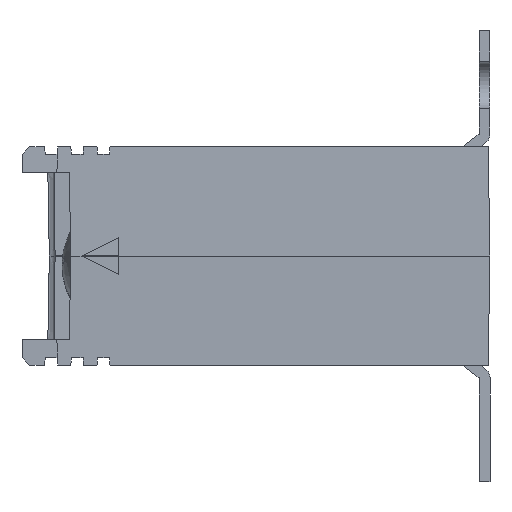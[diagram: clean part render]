
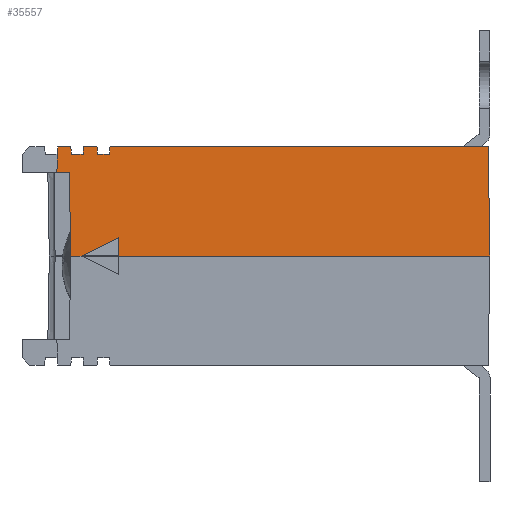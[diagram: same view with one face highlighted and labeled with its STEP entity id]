
A CAD part, left-side view. The second image highlights one B-rep face of the part: STEP entity #35557.
In plain terms, the highlighted planar face has unit normal (-1, 0, 0.018).
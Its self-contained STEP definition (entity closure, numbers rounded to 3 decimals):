
#17131 = CARTESIAN_POINT ( 'NONE',  ( -22., 24.049, 0. ) ) ;
#17139 = CARTESIAN_POINT ( 'NONE',  ( -22., 30.599, 0. ) ) ;
#17295 = LINE ( 'NONE', #17371, #17370 ) ;
#17335 = CARTESIAN_POINT ( 'NONE',  ( -22., 29.049, 0. ) ) ;
#17369 = DIRECTION ( 'NONE',  ( 0., -1., 0. ) ) ;
#17370 = VECTOR ( 'NONE', #17369, 1000. ) ;
#17371 = CARTESIAN_POINT ( 'NONE',  ( -22., 32.7, 0. ) ) ;
#17398 = CARTESIAN_POINT ( 'NONE',  ( -22., -27., 0. ) ) ;
#17472 = DIRECTION ( 'NONE',  ( 0., -1., 0. ) ) ;
#17473 = VECTOR ( 'NONE', #17472, 1000. ) ;
#17474 = CARTESIAN_POINT ( 'NONE',  ( -22., 32.7, 0. ) ) ;
#17476 = LINE ( 'NONE', #17474, #17473 ) ;
#17702 = CARTESIAN_POINT ( 'NONE',  ( -21.748, 32.448, 14.455 ) ) ;
#17703 = LINE ( 'NONE', #17761, #17760 ) ;
#17707 = CARTESIAN_POINT ( 'NONE',  ( -21.956, 24.049, 2.5 ) ) ;
#17719 = CARTESIAN_POINT ( 'NONE',  ( -21.756, 26.913, 14. ) ) ;
#17722 = CARTESIAN_POINT ( 'NONE',  ( -21.738, 27., 15. ) ) ;
#17728 = CARTESIAN_POINT ( 'NONE',  ( -21.799, 30.799, 11.5 ) ) ;
#17744 = DIRECTION ( 'NONE',  ( 0.008, -0.894, 0.447 ) ) ;
#17745 = VECTOR ( 'NONE', #17744, 1000. ) ;
#17749 = CARTESIAN_POINT ( 'NONE',  ( -22., 29.049, 0. ) ) ;
#17750 = LINE ( 'NONE', #17749, #17745 ) ;
#17752 = DIRECTION ( 'NONE',  ( 0., -1., 0. ) ) ;
#17753 = VECTOR ( 'NONE', #17752, 1000. ) ;
#17755 = CARTESIAN_POINT ( 'NONE',  ( -21.756, 32.7, 14. ) ) ;
#17756 = LINE ( 'NONE', #17755, #17753 ) ;
#17757 = CARTESIAN_POINT ( 'NONE',  ( -21.756, 28.887, 14. ) ) ;
#17758 = CARTESIAN_POINT ( 'NONE',  ( -21.738, -26.738, 15. ) ) ;
#17759 = DIRECTION ( 'NONE',  ( 0., -1., 0. ) ) ;
#17760 = VECTOR ( 'NONE', #17759, 1000. ) ;
#17761 = CARTESIAN_POINT ( 'NONE',  ( -21.738, 32.7, 15. ) ) ;
#17762 = CARTESIAN_POINT ( 'NONE',  ( -21.738, 25.2, 15. ) ) ;
#17803 = CARTESIAN_POINT ( 'NONE',  ( -21.756, 25.287, 14. ) ) ;
#17808 = CARTESIAN_POINT ( 'NONE',  ( -21.956, 24.049, 2.5 ) ) ;
#17810 = LINE ( 'NONE', #17808, #17894 ) ;
#17813 = DIRECTION ( 'NONE',  ( 0., -1., 0. ) ) ;
#17815 = VECTOR ( 'NONE', #17813, 1000. ) ;
#17816 = CARTESIAN_POINT ( 'NONE',  ( -21.799, 32.7, 11.5 ) ) ;
#17824 = DIRECTION ( 'NONE',  ( -0.017, -0.017, -1. ) ) ;
#17825 = VECTOR ( 'NONE', #17824, 1000. ) ;
#17828 = CARTESIAN_POINT ( 'NONE',  ( -22., -27., 0. ) ) ;
#17848 = LINE ( 'NONE', #17828, #17825 ) ;
#17850 = LINE ( 'NONE', #17816, #17815 ) ;
#17852 = CARTESIAN_POINT ( 'NONE',  ( -21.799, 32.499, 11.5 ) ) ;
#17881 = LINE ( 'NONE', #17946, #17912 ) ;
#17893 = DIRECTION ( 'NONE',  ( -0.017, 0., -1. ) ) ;
#17894 = VECTOR ( 'NONE', #17893, 1000. ) ;
#17909 = CARTESIAN_POINT ( 'NONE',  ( -21.738, 28.8, 15. ) ) ;
#17911 = DIRECTION ( 'NONE',  ( -0.017, -0.087, -0.996 ) ) ;
#17912 = VECTOR ( 'NONE', #17911, 1000. ) ;
#17915 = PLANE ( 'NONE',  #18000 ) ;
#17938 = CARTESIAN_POINT ( 'NONE',  ( -21.756, 30.513, 14. ) ) ;
#17941 = DIRECTION ( 'NONE',  ( 0.017, -0.087, 0.996 ) ) ;
#17942 = VECTOR ( 'NONE', #17941, 1000. ) ;
#17946 = CARTESIAN_POINT ( 'NONE',  ( -21.989, 25.741, 0.609 ) ) ;
#17958 = CARTESIAN_POINT ( 'NONE',  ( -22.009, 26.559, -0.537 ) ) ;
#17959 = LINE ( 'NONE', #17958, #17942 ) ;
#17996 = DIRECTION ( 'NONE',  ( 0.017, 0., 1. ) ) ;
#17997 = DIRECTION ( 'NONE',  ( -1., 0., 0.017 ) ) ;
#17998 = CARTESIAN_POINT ( 'NONE',  ( -22., 32.7, 0. ) ) ;
#18000 = AXIS2_PLACEMENT_3D ( 'NONE', #17998, #17997, #17996 ) ;
#18001 = FACE_OUTER_BOUND ( 'NONE', #35535, .T. ) ;
#27936 = DIRECTION ( 'NONE',  ( 0.017, -0.087, 0.996 ) ) ;
#27937 = VECTOR ( 'NONE', #27936, 1000. ) ;
#27938 = CARTESIAN_POINT ( 'NONE',  ( -22.004, 30.132, -0.225 ) ) ;
#27941 = LINE ( 'NONE', #27938, #27937 ) ;
#27960 = DIRECTION ( 'NONE',  ( 0., -1., 0. ) ) ;
#27961 = VECTOR ( 'NONE', #27960, 1000. ) ;
#27962 = CARTESIAN_POINT ( 'NONE',  ( -21.738, 32.7, 15. ) ) ;
#27963 = DIRECTION ( 'NONE',  ( 0.017, 0.017, 1. ) ) ;
#27964 = CARTESIAN_POINT ( 'NONE',  ( -21.999, 30.599, 0.037 ) ) ;
#27965 = DIRECTION ( 'NONE',  ( 0., -1., 0. ) ) ;
#27966 = VECTOR ( 'NONE', #27965, 1000. ) ;
#27967 = CARTESIAN_POINT ( 'NONE',  ( -21.738, 32.7, 15. ) ) ;
#27968 = VECTOR ( 'NONE', #27963, 1000. ) ;
#27974 = LINE ( 'NONE', #27964, #27968 ) ;
#27975 = LINE ( 'NONE', #27967, #27966 ) ;
#27976 = DIRECTION ( 'NONE',  ( -0.017, -0.087, -0.996 ) ) ;
#27977 = VECTOR ( 'NONE', #27976, 1000. ) ;
#27978 = LINE ( 'NONE', #27962, #27961 ) ;
#27979 = CARTESIAN_POINT ( 'NONE',  ( -21.738, 30.6, 15. ) ) ;
#27981 = CARTESIAN_POINT ( 'NONE',  ( -21.995, 29.314, 0.296 ) ) ;
#27982 = LINE ( 'NONE', #27981, #27977 ) ;
#27983 = DIRECTION ( 'NONE',  ( 0., -1., 0. ) ) ;
#27984 = VECTOR ( 'NONE', #27983, 1000. ) ;
#27985 = CARTESIAN_POINT ( 'NONE',  ( -21.756, 32.7, 14. ) ) ;
#27986 = LINE ( 'NONE', #27985, #27984 ) ;
#27987 = CARTESIAN_POINT ( 'NONE',  ( -21.738, 32.4, 15. ) ) ;
#28012 = DIRECTION ( 'NONE',  ( -0.017, 0.017, -1. ) ) ;
#28013 = VECTOR ( 'NONE', #28012, 1000. ) ;
#28014 = CARTESIAN_POINT ( 'NONE',  ( -22., 32.7, 0. ) ) ;
#28015 = LINE ( 'NONE', #28014, #28013 ) ;
#28020 = DIRECTION ( 'NONE',  ( 0.017, -0.087, 0.996 ) ) ;
#28021 = VECTOR ( 'NONE', #28020, 1000. ) ;
#28022 = CARTESIAN_POINT ( 'NONE',  ( -21.998, 33.705, 0.088 ) ) ;
#28024 = LINE ( 'NONE', #28022, #28021 ) ;
#34983 = VERTEX_POINT ( 'NONE', #17139 ) ;
#34989 = VERTEX_POINT ( 'NONE', #17131 ) ;
#35088 = VERTEX_POINT ( 'NONE', #17335 ) ;
#35093 = VERTEX_POINT ( 'NONE', #17398 ) ;
#35112 = EDGE_CURVE ( 'NONE', #34983, #35088, #17295, .T. ) ;
#35191 = EDGE_CURVE ( 'NONE', #34989, #35093, #17476, .T. ) ;
#35400 = ORIENTED_EDGE ( 'NONE', *, *, #35191, .T. ) ;
#35402 = ORIENTED_EDGE ( 'NONE', *, *, #43479, .F. ) ;
#35403 = VERTEX_POINT ( 'NONE', #17722 ) ;
#35405 = ORIENTED_EDGE ( 'NONE', *, *, #35431, .T. ) ;
#35408 = VERTEX_POINT ( 'NONE', #17728 ) ;
#35412 = EDGE_CURVE ( 'NONE', #35547, #35403, #17703, .T. ) ;
#35414 = EDGE_CURVE ( 'NONE', #35422, #35509, #17756, .T. ) ;
#35416 = ORIENTED_EDGE ( 'NONE', *, *, #43467, .F. ) ;
#35417 = VERTEX_POINT ( 'NONE', #17702 ) ;
#35419 = VERTEX_POINT ( 'NONE', #17757 ) ;
#35421 = ORIENTED_EDGE ( 'NONE', *, *, #35414, .F. ) ;
#35422 = VERTEX_POINT ( 'NONE', #17719 ) ;
#35424 = VERTEX_POINT ( 'NONE', #17707 ) ;
#35426 = ORIENTED_EDGE ( 'NONE', *, *, #35487, .F. ) ;
#35427 = VERTEX_POINT ( 'NONE', #17762 ) ;
#35429 = VERTEX_POINT ( 'NONE', #17758 ) ;
#35431 = EDGE_CURVE ( 'NONE', #35088, #35424, #17750, .T. ) ;
#35433 = ORIENTED_EDGE ( 'NONE', *, *, #35112, .T. ) ;
#35483 = ORIENTED_EDGE ( 'NONE', *, *, #43484, .T. ) ;
#35485 = VERTEX_POINT ( 'NONE', #17852 ) ;
#35487 = EDGE_CURVE ( 'NONE', #35429, #35093, #17848, .T. ) ;
#35490 = EDGE_CURVE ( 'NONE', #35485, #35408, #17850, .T. ) ;
#35509 = VERTEX_POINT ( 'NONE', #17803 ) ;
#35511 = EDGE_CURVE ( 'NONE', #35424, #34989, #17810, .T. ) ;
#35512 = ORIENTED_EDGE ( 'NONE', *, *, #35538, .F. ) ;
#35535 = EDGE_LOOP ( 'NONE', ( #35402, #35433, #35405, #35537, #35400, #35426, #43478, #35512, #35421, #43477, #43466, #35416, #35543, #35548, #43468, #43471, #35483, #43481 ) ) ;
#35537 = ORIENTED_EDGE ( 'NONE', *, *, #35511, .T. ) ;
#35538 = EDGE_CURVE ( 'NONE', #35509, #35427, #17959, .T. ) ;
#35541 = EDGE_CURVE ( 'NONE', #35403, #35422, #17881, .T. ) ;
#35543 = ORIENTED_EDGE ( 'NONE', *, *, #43470, .F. ) ;
#35547 = VERTEX_POINT ( 'NONE', #17909 ) ;
#35548 = ORIENTED_EDGE ( 'NONE', *, *, #43473, .F. ) ;
#35553 = VERTEX_POINT ( 'NONE', #17938 ) ;
#35557 = ADVANCED_FACE ( 'NONE', ( #18001 ), #17915, .T. ) ;
#43466 = ORIENTED_EDGE ( 'NONE', *, *, #35412, .F. ) ;
#43467 = EDGE_CURVE ( 'NONE', #35419, #35547, #27941, .T. ) ;
#43468 = ORIENTED_EDGE ( 'NONE', *, *, #43480, .F. ) ;
#43470 = EDGE_CURVE ( 'NONE', #35553, #35419, #27986, .T. ) ;
#43471 = ORIENTED_EDGE ( 'NONE', *, *, #43482, .F. ) ;
#43472 = VERTEX_POINT ( 'NONE', #27987 ) ;
#43473 = EDGE_CURVE ( 'NONE', #43474, #35553, #27982, .T. ) ;
#43474 = VERTEX_POINT ( 'NONE', #27979 ) ;
#43476 = EDGE_CURVE ( 'NONE', #35427, #35429, #27975, .T. ) ;
#43477 = ORIENTED_EDGE ( 'NONE', *, *, #35541, .F. ) ;
#43478 = ORIENTED_EDGE ( 'NONE', *, *, #43476, .F. ) ;
#43479 = EDGE_CURVE ( 'NONE', #34983, #35408, #27974, .T. ) ;
#43480 = EDGE_CURVE ( 'NONE', #43472, #43474, #27978, .T. ) ;
#43481 = ORIENTED_EDGE ( 'NONE', *, *, #35490, .T. ) ;
#43482 = EDGE_CURVE ( 'NONE', #35417, #43472, #28024, .T. ) ;
#43484 = EDGE_CURVE ( 'NONE', #35417, #35485, #28015, .T. ) ;
